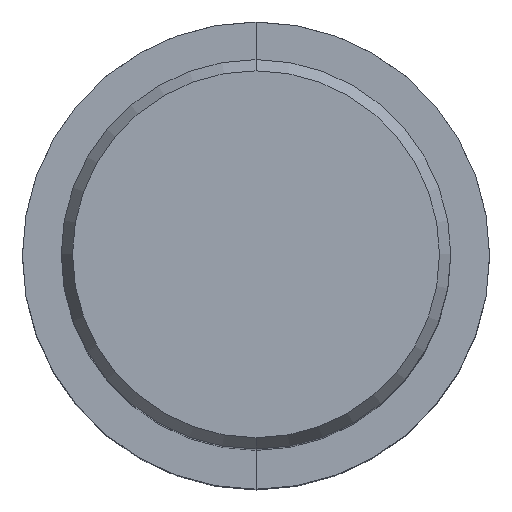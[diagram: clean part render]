
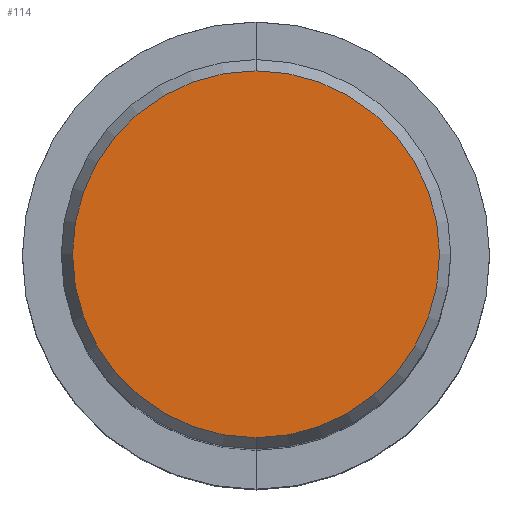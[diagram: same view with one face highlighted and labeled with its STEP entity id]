
A CAD part, top view. The second image highlights one B-rep face of the part: STEP entity #114.
In plain terms, the highlighted planar face has unit normal (0, 0, 1).
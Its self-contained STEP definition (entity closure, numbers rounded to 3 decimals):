
#114=ADVANCED_FACE('',(#273),#274,.T.);
#130=EDGE_CURVE('',#226,#176,#293,.T.);
#132=EDGE_CURVE('',#176,#226,#295,.T.);
#176=VERTEX_POINT('',#346);
#226=VERTEX_POINT('',#400);
#273=FACE_OUTER_BOUND('',#444,.T.);
#274=PLANE('',#445);
#293=CIRCLE('',#470,14.958);
#295=CIRCLE('',#473,14.958);
#346=CARTESIAN_POINT('',(0.,-14.958,0.01));
#400=CARTESIAN_POINT('',(0.0,14.958,0.01));
#444=EDGE_LOOP('',(#647,#648));
#445=AXIS2_PLACEMENT_3D('',#649,#650,#651);
#470=AXIS2_PLACEMENT_3D('',#681,#682,#683);
#473=AXIS2_PLACEMENT_3D('',#684,#685,#686);
#647=ORIENTED_EDGE('',*,*,#130,.F.);
#648=ORIENTED_EDGE('',*,*,#132,.F.);
#649=CARTESIAN_POINT('',(0.0,7.479,0.01));
#650=DIRECTION('',(-0.0,0.0,1.0));
#651=DIRECTION('',(0.0,-1.0,0.0));
#681=CARTESIAN_POINT('',(0.0,0.0,0.01));
#682=DIRECTION('',(0.0,0.0,-1.0));
#683=DIRECTION('',(0.0,1.0,0.0));
#684=CARTESIAN_POINT('',(0.0,0.0,0.01));
#685=DIRECTION('',(0.0,0.0,-1.0));
#686=DIRECTION('',(0.0,1.0,0.0));
